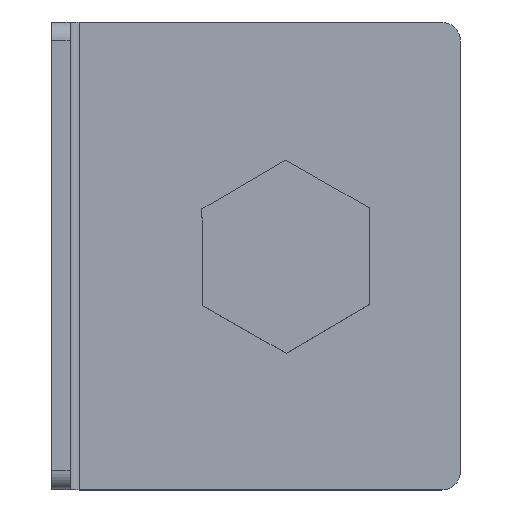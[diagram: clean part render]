
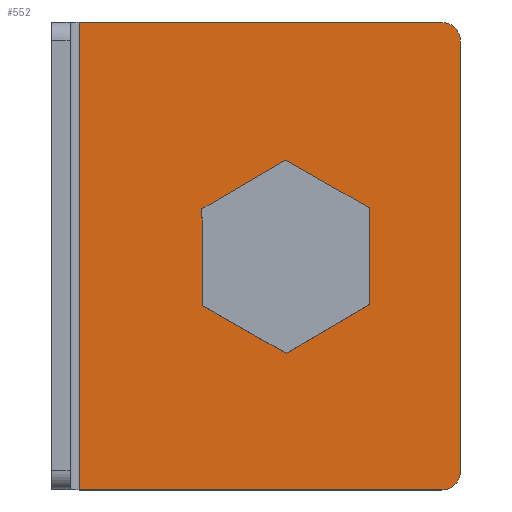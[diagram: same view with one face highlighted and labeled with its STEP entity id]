
A CAD part, top view. The second image highlights one B-rep face of the part: STEP entity #552.
In plain terms, the highlighted planar face has unit normal (0, 0, 1).
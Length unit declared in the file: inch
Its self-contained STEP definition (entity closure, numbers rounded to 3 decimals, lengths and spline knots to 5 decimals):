
#43 = VERTEX_POINT ( 'NONE', #338 ) ;
#97 = CARTESIAN_POINT ( 'NONE',  ( 1.178, 1.572, 12.322 ) ) ;
#107 = VECTOR ( 'NONE', #1110, 39.37008 ) ;
#179 = EDGE_CURVE ( 'NONE', #197, #670, #316, .T. ) ;
#188 = EDGE_CURVE ( 'NONE', #367, #1057, #993, .T. ) ;
#190 = CARTESIAN_POINT ( 'NONE',  ( 1.053, 1.572, 12.322 ) ) ;
#194 = VECTOR ( 'NONE', #830, 39.37008 ) ;
#197 = VERTEX_POINT ( 'NONE', #488 ) ;
#205 = CARTESIAN_POINT ( 'NONE',  ( -1.572, 1.572, 12.322 ) ) ;
#232 = ORIENTED_EDGE ( 'NONE', *, *, #633, .F. ) ;
#234 = DIRECTION ( 'NONE',  ( 0., 0., -1. ) ) ;
#248 = EDGE_LOOP ( 'NONE', ( #835, #724, #397, #232, #402, #1108 ) ) ;
#253 = CARTESIAN_POINT ( 'NONE',  ( 0., 0., 12.322 ) ) ;
#264 = DIRECTION ( 'NONE',  ( -1., 0., 0. ) ) ;
#265 = CARTESIAN_POINT ( 'NONE',  ( 1.053, -1.447, 12.322 ) ) ;
#284 = CARTESIAN_POINT ( 'NONE',  ( -1.387, 1.572, 12.322 ) ) ;
#286 = CARTESIAN_POINT ( 'NONE',  ( -1.387, 1.572, 12.322 ) ) ;
#300 = CARTESIAN_POINT ( 'NONE',  ( -1.387, -1.572, 12.322 ) ) ;
#313 = CARTESIAN_POINT ( 'NONE',  ( 1.053, 1.447, 12.322 ) ) ;
#316 = CIRCLE ( 'NONE', #1077, 0.125 ) ;
#338 = CARTESIAN_POINT ( 'NONE',  ( 1.178, 1.447, 12.322 ) ) ;
#367 = VERTEX_POINT ( 'NONE', #300 ) ;
#397 = ORIENTED_EDGE ( 'NONE', *, *, #570, .F. ) ;
#401 = DIRECTION ( 'NONE',  ( 0., 0., -1. ) ) ;
#402 = ORIENTED_EDGE ( 'NONE', *, *, #188, .F. ) ;
#460 = DIRECTION ( 'NONE',  ( 0., 0., -1. ) ) ;
#462 = FACE_BOUND ( 'NONE', #1113, .T. ) ;
#488 = CARTESIAN_POINT ( 'NONE',  ( 1.178, -1.447, 12.322 ) ) ;
#491 = EDGE_CURVE ( 'NONE', #796, #796, #1111, .T. ) ;
#550 = FACE_OUTER_BOUND ( 'NONE', #248, .T. ) ;
#552 = ADVANCED_FACE ( 'NONE', ( #550, #462 ), #776, .F. ) ;
#570 = EDGE_CURVE ( 'NONE', #990, #43, #657, .T. ) ;
#579 = CARTESIAN_POINT ( 'NONE',  ( -1.572, 1.572, 12.322 ) ) ;
#613 = EDGE_CURVE ( 'NONE', #670, #367, #930, .T. ) ;
#633 = EDGE_CURVE ( 'NONE', #1057, #990, #1022, .T. ) ;
#657 = CIRCLE ( 'NONE', #1064, 0.125 ) ;
#670 = VERTEX_POINT ( 'NONE', #855 ) ;
#678 = VECTOR ( 'NONE', #1106, 39.37008 ) ;
#724 = ORIENTED_EDGE ( 'NONE', *, *, #1018, .F. ) ;
#735 = VECTOR ( 'NONE', #1040, 39.37008 ) ;
#748 = DIRECTION ( 'NONE',  ( 1., 0., 0. ) ) ;
#776 = PLANE ( 'NONE',  #1036 ) ;
#781 = AXIS2_PLACEMENT_3D ( 'NONE', #253, #813, #1080 ) ;
#796 = VERTEX_POINT ( 'NONE', #967 ) ;
#813 = DIRECTION ( 'NONE',  ( 0., 0., 1. ) ) ;
#830 = DIRECTION ( 'NONE',  ( 0., -1., 0. ) ) ;
#835 = ORIENTED_EDGE ( 'NONE', *, *, #179, .F. ) ;
#855 = CARTESIAN_POINT ( 'NONE',  ( 1.053, -1.572, 12.322 ) ) ;
#930 = LINE ( 'NONE', #1101, #678 ) ;
#967 = CARTESIAN_POINT ( 'NONE',  ( -0.4375, 0., 12.322 ) ) ;
#990 = VERTEX_POINT ( 'NONE', #190 ) ;
#993 = LINE ( 'NONE', #284, #735 ) ;
#1004 = LINE ( 'NONE', #97, #194 ) ;
#1018 = EDGE_CURVE ( 'NONE', #43, #197, #1004, .T. ) ;
#1022 = LINE ( 'NONE', #205, #107 ) ;
#1036 = AXIS2_PLACEMENT_3D ( 'NONE', #579, #234, #264 ) ;
#1040 = DIRECTION ( 'NONE',  ( 0., 1., 0. ) ) ;
#1057 = VERTEX_POINT ( 'NONE', #286 ) ;
#1064 = AXIS2_PLACEMENT_3D ( 'NONE', #313, #401, #748 ) ;
#1077 = AXIS2_PLACEMENT_3D ( 'NONE', #265, #460, #1102 ) ;
#1080 = DIRECTION ( 'NONE',  ( -1., 0., 0. ) ) ;
#1101 = CARTESIAN_POINT ( 'NONE',  ( -1.572, -1.572, 12.322 ) ) ;
#1102 = DIRECTION ( 'NONE',  ( -1., 0., 0. ) ) ;
#1106 = DIRECTION ( 'NONE',  ( -1., 0., 0. ) ) ;
#1108 = ORIENTED_EDGE ( 'NONE', *, *, #613, .F. ) ;
#1110 = DIRECTION ( 'NONE',  ( 1., 0., 0. ) ) ;
#1111 = CIRCLE ( 'NONE', #781, 0.4375 ) ;
#1113 = EDGE_LOOP ( 'NONE', ( #1130 ) ) ;
#1130 = ORIENTED_EDGE ( 'NONE', *, *, #491, .F. ) ;
